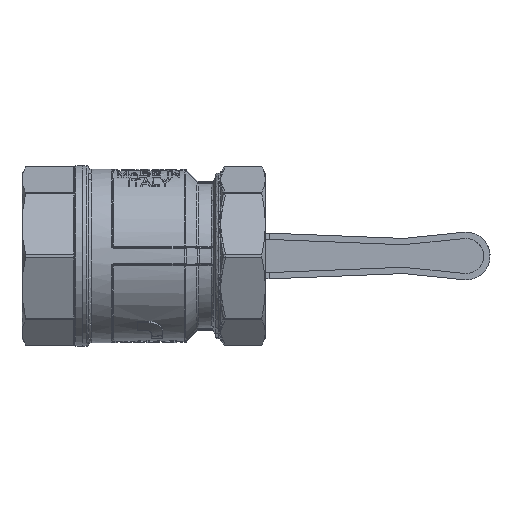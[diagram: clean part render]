
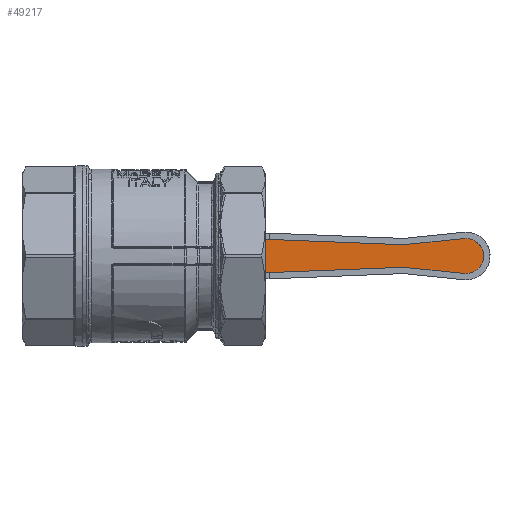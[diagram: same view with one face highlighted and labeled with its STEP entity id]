
A CAD part, front view. The second image highlights one B-rep face of the part: STEP entity #49217.
In plain terms, the highlighted planar face has unit normal (0, -1, 0).
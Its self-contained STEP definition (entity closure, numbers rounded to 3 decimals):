
#51 = EDGE_CURVE ( 'NONE', #30498, #45626, #48934, .T. ) ;
#53 = CARTESIAN_POINT ( 'NONE',  ( 41.571, 78.3, 6.936 ) ) ;
#442 = CARTESIAN_POINT ( 'NONE',  ( 119.719, 78.3, 6.141 ) ) ;
#1295 = AXIS2_PLACEMENT_3D ( 'NONE', #47423, #57219, #38947 ) ;
#1300 = CARTESIAN_POINT ( 'NONE',  ( 119.719, 78.3, -6.141 ) ) ;
#1331 = CARTESIAN_POINT ( 'NONE',  ( 135.143, 78.3, 2.254 ) ) ;
#1537 = CARTESIAN_POINT ( 'NONE',  ( 129.414, 78.3, -6.955 ) ) ;
#1918 = CARTESIAN_POINT ( 'NONE',  ( 134.065, 78.3, 4.271 ) ) ;
#3471 = ORIENTED_EDGE ( 'NONE', *, *, #51, .F. ) ;
#3685 = EDGE_CURVE ( 'NONE', #37207, #30498, #39537, .T. ) ;
#5710 = CARTESIAN_POINT ( 'NONE',  ( 127.79, 78.3, -6.964 ) ) ;
#5733 = CARTESIAN_POINT ( 'NONE',  ( 128.5, 78.3, 7. ) ) ;
#5871 = EDGE_LOOP ( 'NONE', ( #33776, #19469, #20113, #9038, #29364, #12104, #3471, #22610 ) ) ;
#5922 = CARTESIAN_POINT ( 'NONE',  ( 130.317, 78.3, 6.776 ) ) ;
#6030 = VERTEX_POINT ( 'NONE', #28970 ) ;
#6113 = CARTESIAN_POINT ( 'NONE',  ( 135.455, 78.3, -0.914 ) ) ;
#7612 = CARTESIAN_POINT ( 'NONE',  ( 41.571, 78.3, 6.936 ) ) ;
#8440 = VERTEX_POINT ( 'NONE', #31306 ) ;
#9038 = ORIENTED_EDGE ( 'NONE', *, *, #20203, .T. ) ;
#10130 = B_SPLINE_CURVE_WITH_KNOTS ( 'NONE', 3,
 ( #56095, #1300, #29009, #28222 ),
 .UNSPECIFIED., .F., .F.,
 ( 4, 4 ),
 ( 0., 1. ),
 .UNSPECIFIED. ) ;
#10709 = CARTESIAN_POINT ( 'NONE',  ( 131.604, 78.3, 6.291 ) ) ;
#10897 = CARTESIAN_POINT ( 'NONE',  ( 134.791, 78.3, 3.104 ) ) ;
#11085 = CARTESIAN_POINT ( 'NONE',  ( 133.124, 78.3, 5.275 ) ) ;
#11825 = CARTESIAN_POINT ( 'NONE',  ( 41.571, 78.3, -6.936 ) ) ;
#12104 = ORIENTED_EDGE ( 'NONE', *, *, #50130, .F. ) ;
#12768 = VERTEX_POINT ( 'NONE', #39297 ) ;
#15099 = CARTESIAN_POINT ( 'NONE',  ( 41.571, 78.3, -6.936 ) ) ;
#15116 = CARTESIAN_POINT ( 'NONE',  ( 41.571, 78.3, -2.312 ) ) ;
#15494 = CARTESIAN_POINT ( 'NONE',  ( 129.415, 78.3, 6.955 ) ) ;
#16516 = B_SPLINE_CURVE_WITH_KNOTS ( 'NONE', 3,
 ( #33281, #33480, #1537, #56520, #20266, #33086, #24825, #28643, #56730, #51508, #38247, #29231, #29040, #56128, #24045, #6113, #19493, #52098, #38447, #56914, #1331, #10897, #19879, #1918, #42844, #11085, #38051, #19683, #10709, #33677, #5922, #15494, #47503, #5733 ),
 .UNSPECIFIED., .F., .F.,
 ( 4, 2, 2, 2, 2, 2, 2, 2, 2, 2, 2, 2, 2, 2, 2, 2, 4 ),
 ( 0., 0.063, 0.125, 0.188, 0.25, 0.313, 0.375, 0.438, 0.5, 0.563, 0.625, 0.688, 0.75, 0.813, 0.875, 0.938, 1. ),
 .UNSPECIFIED. ) ;
#16601 = CARTESIAN_POINT ( 'NONE',  ( 103.578, 78.3, 4.495 ) ) ;
#18639 = CARTESIAN_POINT ( 'NONE',  ( 103.578, 78.3, 4.495 ) ) ;
#18763 = CARTESIAN_POINT ( 'NONE',  ( 128.026, 78.3, 6.988 ) ) ;
#19469 = ORIENTED_EDGE ( 'NONE', *, *, #45358, .T. ) ;
#19493 = CARTESIAN_POINT ( 'NONE',  ( 135.5, 78.3, -0.46 ) ) ;
#19683 = CARTESIAN_POINT ( 'NONE',  ( 132.007, 78.3, 6.076 ) ) ;
#19879 = CARTESIAN_POINT ( 'NONE',  ( 134.576, 78.3, 3.507 ) ) ;
#20113 = ORIENTED_EDGE ( 'NONE', *, *, #54985, .T. ) ;
#20203 = EDGE_CURVE ( 'NONE', #39622, #52411, #32433, .T. ) ;
#20266 = CARTESIAN_POINT ( 'NONE',  ( 130.754, 78.3, -6.643 ) ) ;
#20396 = CARTESIAN_POINT ( 'NONE',  ( 62.24, 78.3, 6.122 ) ) ;
#20852 = B_SPLINE_CURVE_WITH_KNOTS ( 'NONE', 3,
 ( #7612, #20396, #29968, #16601 ),
 .UNSPECIFIED., .F., .F.,
 ( 4, 4 ),
 ( 0., 1. ),
 .UNSPECIFIED. ) ;
#22589 = CARTESIAN_POINT ( 'NONE',  ( 103.578, 78.3, -4.495 ) ) ;
#22610 = ORIENTED_EDGE ( 'NONE', *, *, #3685, .F. ) ;
#23488 = EDGE_CURVE ( 'NONE', #6030, #37207, #10130, .T. ) ;
#23872 = CARTESIAN_POINT ( 'NONE',  ( 128.263, 78.3, 7. ) ) ;
#24045 = CARTESIAN_POINT ( 'NONE',  ( 135.276, 78.3, -1.817 ) ) ;
#24250 = CARTESIAN_POINT ( 'NONE',  ( 62.24, 78.3, -6.122 ) ) ;
#24579 = EDGE_CURVE ( 'NONE', #8440, #52411, #43941, .T. ) ;
#24803 = CARTESIAN_POINT ( 'NONE',  ( 128.5, 78.3, -7. ) ) ;
#24825 = CARTESIAN_POINT ( 'NONE',  ( 132.007, 78.3, -6.076 ) ) ;
#28222 = CARTESIAN_POINT ( 'NONE',  ( 103.578, 78.3, -4.495 ) ) ;
#28643 = CARTESIAN_POINT ( 'NONE',  ( 132.771, 78.3, -5.565 ) ) ;
#28970 = CARTESIAN_POINT ( 'NONE',  ( 127.79, 78.3, -6.964 ) ) ;
#29009 = CARTESIAN_POINT ( 'NONE',  ( 111.649, 78.3, -5.318 ) ) ;
#29040 = CARTESIAN_POINT ( 'NONE',  ( 134.791, 78.3, -3.104 ) ) ;
#29231 = CARTESIAN_POINT ( 'NONE',  ( 134.576, 78.3, -3.507 ) ) ;
#29364 = ORIENTED_EDGE ( 'NONE', *, *, #24579, .F. ) ;
#29846 = CARTESIAN_POINT ( 'NONE',  ( 41.571, 78.3, 6.936 ) ) ;
#29968 = CARTESIAN_POINT ( 'NONE',  ( 82.909, 78.3, 5.309 ) ) ;
#30498 = VERTEX_POINT ( 'NONE', #11825 ) ;
#31306 = CARTESIAN_POINT ( 'NONE',  ( 103.578, 78.3, 4.495 ) ) ;
#32298 = CARTESIAN_POINT ( 'NONE',  ( 128.5, 78.3, 7. ) ) ;
#32433 = B_SPLINE_CURVE_WITH_KNOTS ( 'NONE', 3,
 ( #35717, #23872, #18763, #36911 ),
 .UNSPECIFIED., .F., .F.,
 ( 4, 4 ),
 ( 0., 1. ),
 .UNSPECIFIED. ) ;
#32606 = CARTESIAN_POINT ( 'NONE',  ( 127.79, 78.3, 6.964 ) ) ;
#32673 = CARTESIAN_POINT ( 'NONE',  ( 128.026, 78.3, -6.988 ) ) ;
#33086 = CARTESIAN_POINT ( 'NONE',  ( 131.604, 78.3, -6.291 ) ) ;
#33281 = CARTESIAN_POINT ( 'NONE',  ( 128.5, 78.3, -7. ) ) ;
#33480 = CARTESIAN_POINT ( 'NONE',  ( 128.96, 78.3, -7. ) ) ;
#33677 = CARTESIAN_POINT ( 'NONE',  ( 130.754, 78.3, 6.643 ) ) ;
#33730 = B_SPLINE_CURVE_WITH_KNOTS ( 'NONE', 3,
 ( #5710, #32673, #38423, #24803 ),
 .UNSPECIFIED., .F., .F.,
 ( 4, 4 ),
 ( 0., 1. ),
 .UNSPECIFIED. ) ;
#33776 = ORIENTED_EDGE ( 'NONE', *, *, #23488, .F. ) ;
#35717 = CARTESIAN_POINT ( 'NONE',  ( 128.5, 78.3, 7. ) ) ;
#36911 = CARTESIAN_POINT ( 'NONE',  ( 127.79, 78.3, 6.964 ) ) ;
#37085 = CARTESIAN_POINT ( 'NONE',  ( 103.578, 78.3, -4.495 ) ) ;
#37207 = VERTEX_POINT ( 'NONE', #22589 ) ;
#38051 = CARTESIAN_POINT ( 'NONE',  ( 132.771, 78.3, 5.565 ) ) ;
#38247 = CARTESIAN_POINT ( 'NONE',  ( 134.065, 78.3, -4.271 ) ) ;
#38423 = CARTESIAN_POINT ( 'NONE',  ( 128.263, 78.3, -7. ) ) ;
#38447 = CARTESIAN_POINT ( 'NONE',  ( 135.455, 78.3, 0.914 ) ) ;
#38947 = DIRECTION ( 'NONE',  ( 1., 0., 0. ) ) ;
#39297 = CARTESIAN_POINT ( 'NONE',  ( 128.5, 78.3, -7. ) ) ;
#39537 = B_SPLINE_CURVE_WITH_KNOTS ( 'NONE', 3,
 ( #37085, #51721, #24250, #15099 ),
 .UNSPECIFIED., .F., .F.,
 ( 4, 4 ),
 ( 0., 1. ),
 .UNSPECIFIED. ) ;
#39622 = VERTEX_POINT ( 'NONE', #32298 ) ;
#42844 = CARTESIAN_POINT ( 'NONE',  ( 133.775, 78.3, 4.625 ) ) ;
#43941 = B_SPLINE_CURVE_WITH_KNOTS ( 'NONE', 3,
 ( #18639, #55254, #442, #32606 ),
 .UNSPECIFIED., .F., .F.,
 ( 4, 4 ),
 ( 0., 1. ),
 .UNSPECIFIED. ) ;
#45358 = EDGE_CURVE ( 'NONE', #6030, #12768, #33730, .T. ) ;
#45626 = VERTEX_POINT ( 'NONE', #53 ) ;
#45748 = CARTESIAN_POINT ( 'NONE',  ( 41.571, 78.3, -6.936 ) ) ;
#47423 = CARTESIAN_POINT ( 'NONE',  ( 128.5, 78.3, 0. ) ) ;
#47503 = CARTESIAN_POINT ( 'NONE',  ( 128.959, 78.3, 7. ) ) ;
#47801 = PLANE ( 'NONE',  #1295 ) ;
#48934 = B_SPLINE_CURVE_WITH_KNOTS ( 'NONE', 3,
 ( #45748, #15116, #57323, #29846 ),
 .UNSPECIFIED., .F., .F.,
 ( 4, 4 ),
 ( 0., 1. ),
 .UNSPECIFIED. ) ;
#49217 = ADVANCED_FACE ( 'NONE', ( #53959 ), #47801, .F. ) ;
#50130 = EDGE_CURVE ( 'NONE', #45626, #8440, #20852, .T. ) ;
#51508 = CARTESIAN_POINT ( 'NONE',  ( 133.775, 78.3, -4.624 ) ) ;
#51721 = CARTESIAN_POINT ( 'NONE',  ( 82.909, 78.3, -5.309 ) ) ;
#51729 = CARTESIAN_POINT ( 'NONE',  ( 127.79, 78.3, 6.964 ) ) ;
#52098 = CARTESIAN_POINT ( 'NONE',  ( 135.5, 78.3, 0.46 ) ) ;
#52411 = VERTEX_POINT ( 'NONE', #51729 ) ;
#53959 = FACE_OUTER_BOUND ( 'NONE', #5871, .T. ) ;
#54985 = EDGE_CURVE ( 'NONE', #12768, #39622, #16516, .T. ) ;
#55254 = CARTESIAN_POINT ( 'NONE',  ( 111.649, 78.3, 5.318 ) ) ;
#56095 = CARTESIAN_POINT ( 'NONE',  ( 127.79, 78.3, -6.964 ) ) ;
#56128 = CARTESIAN_POINT ( 'NONE',  ( 135.143, 78.3, -2.254 ) ) ;
#56520 = CARTESIAN_POINT ( 'NONE',  ( 130.317, 78.3, -6.776 ) ) ;
#56730 = CARTESIAN_POINT ( 'NONE',  ( 133.125, 78.3, -5.275 ) ) ;
#56914 = CARTESIAN_POINT ( 'NONE',  ( 135.276, 78.3, 1.817 ) ) ;
#57219 = DIRECTION ( 'NONE',  ( 0., 1., 0. ) ) ;
#57323 = CARTESIAN_POINT ( 'NONE',  ( 41.571, 78.3, 2.312 ) ) ;
